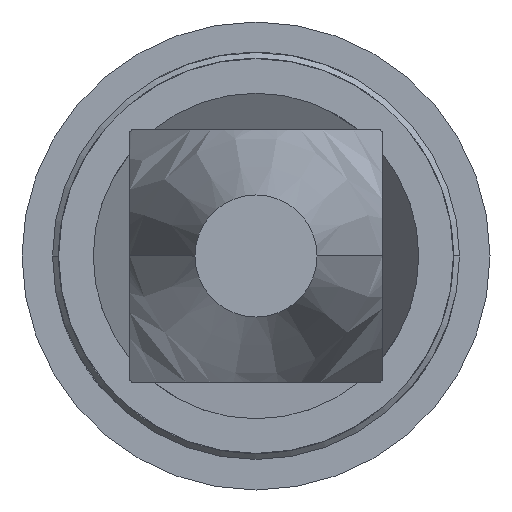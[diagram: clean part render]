
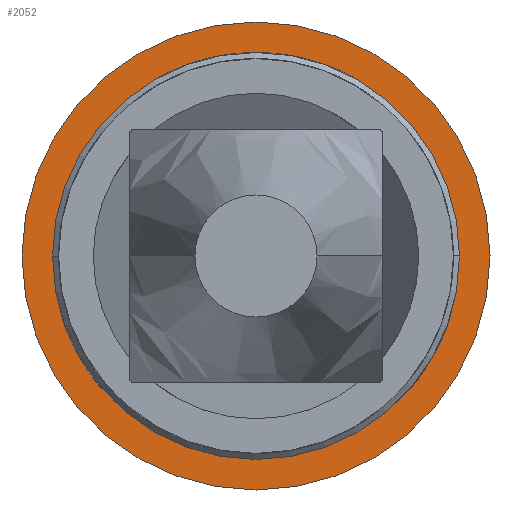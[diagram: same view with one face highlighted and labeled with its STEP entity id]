
A CAD part, front view. The second image highlights one B-rep face of the part: STEP entity #2052.
In plain terms, the highlighted planar face has unit normal (0, -1, 0).
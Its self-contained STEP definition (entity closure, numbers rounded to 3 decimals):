
#357 = EDGE_CURVE ( 'Defeature ausgef�hrt1_33+Defeature ausgef�hrt1_34+Defeature ausgef�hrt1_34+Defeature ausgef�hrt1_34', #1964, #1326, #3482, .T. ) ;
#441 = EDGE_CURVE ( 'Defeature ausgef�hrt1_32+Defeature ausgef�hrt1_33+Defeature ausgef�hrt1_33+Defeature ausgef�hrt1_33', #2295, #1426, #4137, .T. ) ;
#499 = FACE_OUTER_BOUND ( 'NONE', #2684, .T. ) ;
#771 = ORIENTED_EDGE ( 'NONE', *, *, #2428, .F. ) ;
#806 = DIRECTION ( 'NONE',  ( 0., 1., 0. ) ) ;
#851 = DIRECTION ( 'NONE',  ( 0., 1., 0. ) ) ;
#969 = CARTESIAN_POINT ( 'NONE',  ( 0., 26.8, 0. ) ) ;
#1122 = AXIS2_PLACEMENT_3D ( 'NONE', #969, #4274, #2396 ) ;
#1132 = CARTESIAN_POINT ( 'NONE',  ( 0., 26.8, 0. ) ) ;
#1247 = ORIENTED_EDGE ( 'NONE', *, *, #357, .T. ) ;
#1263 = AXIS2_PLACEMENT_3D ( 'NONE', #4171, #4122, #3013 ) ;
#1326 = VERTEX_POINT ( 'NONE', #3153 ) ;
#1328 = AXIS2_PLACEMENT_3D ( 'NONE', #1132, #4460, #3748 ) ;
#1336 = EDGE_LOOP ( 'NONE', ( #1247, #2901 ) ) ;
#1426 = VERTEX_POINT ( 'NONE', #3234 ) ;
#1544 = CARTESIAN_POINT ( 'NONE',  ( -0.5, 26.8, 0. ) ) ;
#1794 = AXIS2_PLACEMENT_3D ( 'NONE', #4163, #851, #3034 ) ;
#1818 = FACE_BOUND ( 'NONE', #1336, .T. ) ;
#1964 = VERTEX_POINT ( 'NONE', #1544 ) ;
#2052 = ADVANCED_FACE ( 'Defeature ausgef�hrt1_33', ( #499, #1818 ), #3351, .F. ) ;
#2295 = VERTEX_POINT ( 'NONE', #4057 ) ;
#2342 = CIRCLE ( 'NONE', #1328, 0.575 ) ;
#2396 = DIRECTION ( 'NONE',  ( -1., 0., 0. ) ) ;
#2428 = EDGE_CURVE ( 'Defeature ausgef�hrt1_32+Defeature ausgef�hrt1_33+Defeature ausgef�hrt1_33+Defeature ausgef�hrt1_33', #1426, #2295, #2342, .T. ) ;
#2609 = ORIENTED_EDGE ( 'NONE', *, *, #441, .F. ) ;
#2684 = EDGE_LOOP ( 'NONE', ( #2609, #771 ) ) ;
#2901 = ORIENTED_EDGE ( 'NONE', *, *, #4005, .T. ) ;
#3013 = DIRECTION ( 'NONE',  ( -1., 0., 0. ) ) ;
#3034 = DIRECTION ( 'NONE',  ( -1., 0., 0. ) ) ;
#3153 = CARTESIAN_POINT ( 'NONE',  ( 0.5, 26.8, 0. ) ) ;
#3234 = CARTESIAN_POINT ( 'NONE',  ( 0.575, 26.8, 0. ) ) ;
#3351 = PLANE ( 'NONE',  #1263 ) ;
#3421 = CARTESIAN_POINT ( 'NONE',  ( 0., 26.8, 0. ) ) ;
#3482 = CIRCLE ( 'NONE', #1122, 0.5 ) ;
#3669 = CIRCLE ( 'NONE', #3735, 0.5 ) ;
#3735 = AXIS2_PLACEMENT_3D ( 'NONE', #3421, #806, #3769 ) ;
#3748 = DIRECTION ( 'NONE',  ( -1., 0., 0. ) ) ;
#3769 = DIRECTION ( 'NONE',  ( -1., 0., 0. ) ) ;
#4005 = EDGE_CURVE ( 'Defeature ausgef�hrt1_33+Defeature ausgef�hrt1_34+Defeature ausgef�hrt1_34+Defeature ausgef�hrt1_34', #1326, #1964, #3669, .T. ) ;
#4057 = CARTESIAN_POINT ( 'NONE',  ( -0.575, 26.8, 0. ) ) ;
#4122 = DIRECTION ( 'NONE',  ( 0., 1., 0. ) ) ;
#4137 = CIRCLE ( 'NONE', #1794, 0.575 ) ;
#4163 = CARTESIAN_POINT ( 'NONE',  ( 0., 26.8, 0. ) ) ;
#4171 = CARTESIAN_POINT ( 'NONE',  ( 0.575, 26.8, 0. ) ) ;
#4274 = DIRECTION ( 'NONE',  ( 0., 1., 0. ) ) ;
#4460 = DIRECTION ( 'NONE',  ( 0., 1., 0. ) ) ;
